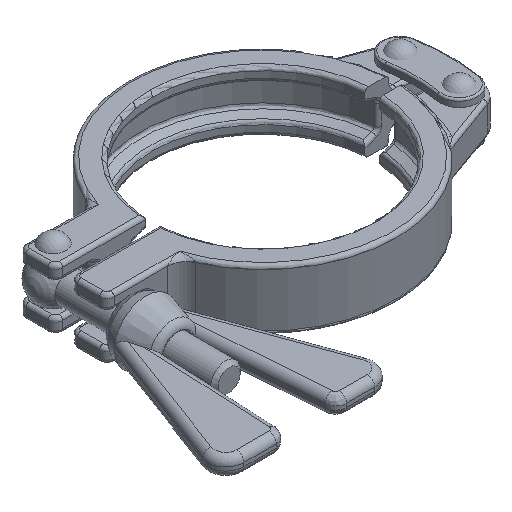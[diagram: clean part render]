
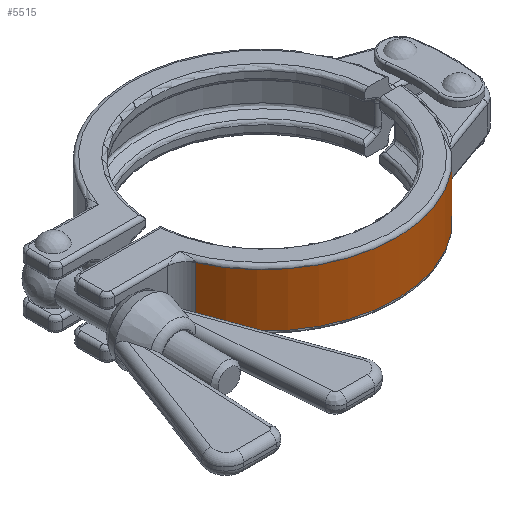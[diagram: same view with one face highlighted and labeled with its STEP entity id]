
A CAD part, isometric view. The second image highlights one B-rep face of the part: STEP entity #5515.
In plain terms, the highlighted cylindrical face has radius 36.5 mm (diameter 73 mm), a partial arc.
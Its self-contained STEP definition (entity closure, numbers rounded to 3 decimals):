
#5018=CARTESIAN_POINT('',(-33.297,14.952,-7.25));
#5019=VERTEX_POINT('',#5018);
#5037=CARTESIAN_POINT('',(-33.297,14.952,7.25));
#5038=VERTEX_POINT('',#5037);
#5046=CARTESIAN_POINT('',(-33.297,14.952,7.25));
#5047=DIRECTION('',(0.0,0.0,-1.0));
#5048=VECTOR('',#5047,14.5);
#5049=LINE('',#5046,#5048);
#5050=EDGE_CURVE('',#5038,#5019,#5049,.T.);
#5353=CARTESIAN_POINT('',(36.445,2.,-7.25));
#5354=VERTEX_POINT('',#5353);
#5355=CARTESIAN_POINT('',(0.0,0.0,-7.25));
#5356=DIRECTION('',(0.0,0.0,-1.));
#5357=DIRECTION('',(0.14,0.99,0.0));
#5358=AXIS2_PLACEMENT_3D('',#5355,#5356,#5357);
#5359=CIRCLE('',#5358,36.5);
#5360=EDGE_CURVE('',#5019,#5354,#5359,.T.);
#5399=CARTESIAN_POINT('',(0.0,0.0,0.0));
#5400=DIRECTION('',(0.0,0.0,1.0));
#5401=DIRECTION('',(0.84,0.542,0.0));
#5402=AXIS2_PLACEMENT_3D('',#5399,#5400,#5401);
#5403=CYLINDRICAL_SURFACE('',#5402,36.5);
#5404=ORIENTED_EDGE('',*,*,#5050,.F.);
#5405=CARTESIAN_POINT('',(36.445,2.,7.25));
#5406=VERTEX_POINT('',#5405);
#5407=CARTESIAN_POINT('',(0.0,0.0,7.25));
#5408=DIRECTION('',(0.0,0.0,1.0));
#5409=DIRECTION('',(0.14,0.99,0.0));
#5410=AXIS2_PLACEMENT_3D('',#5407,#5408,#5409);
#5411=CIRCLE('',#5410,36.5);
#5412=EDGE_CURVE('',#5406,#5038,#5411,.T.);
#5413=ORIENTED_EDGE('',*,*,#5412,.F.);
#5414=CARTESIAN_POINT('',(36.445,2.,6.365));
#5415=VERTEX_POINT('',#5414);
#5416=CARTESIAN_POINT('',(36.445,2.,7.25));
#5417=DIRECTION('',(0.,0.,-1.0));
#5418=VECTOR('',#5417,0.885);
#5419=LINE('',#5416,#5418);
#5420=EDGE_CURVE('',#5406,#5415,#5419,.T.);
#5421=ORIENTED_EDGE('',*,*,#5420,.T.);
#5422=CARTESIAN_POINT('',(36.389,2.844,6.5));
#5423=VERTEX_POINT('',#5422);
#5424=CARTESIAN_POINT('',(36.389,2.844,6.5));
#5425=CARTESIAN_POINT('',(36.406,2.633,6.5));
#5426=CARTESIAN_POINT('',(36.425,2.347,6.467));
#5427=CARTESIAN_POINT('',(36.441,2.071,6.388));
#5428=CARTESIAN_POINT('',(36.445,2.,6.365));
#5429=B_SPLINE_CURVE_WITH_KNOTS('',3,(#5424,#5425,#5426,#5427,#5428),.UNSPECIFIED.,.F.,.U.,(4,1,4),(1.88,1.948,1.971),.UNSPECIFIED.);
#5430=EDGE_CURVE('',#5423,#5415,#5429,.T.);
#5431=ORIENTED_EDGE('',*,*,#5430,.F.);
#5432=CARTESIAN_POINT('',(32.564,16.487,6.5));
#5433=VERTEX_POINT('',#5432);
#5434=CARTESIAN_POINT('',(0.0,0.0,6.5));
#5435=DIRECTION('',(0.0,0.0,-1.));
#5436=DIRECTION('',(0.954,0.301,0.0));
#5437=AXIS2_PLACEMENT_3D('',#5434,#5435,#5436);
#5438=CIRCLE('',#5437,36.5);
#5439=EDGE_CURVE('',#5433,#5423,#5438,.T.);
#5440=ORIENTED_EDGE('',*,*,#5439,.F.);
#5441=CARTESIAN_POINT('',(30.312,20.333,3.5));
#5442=VERTEX_POINT('',#5441);
#5443=CARTESIAN_POINT('',(30.312,20.333,3.5));
#5444=CARTESIAN_POINT('',(30.312,20.333,3.645));
#5445=CARTESIAN_POINT('',(30.331,20.305,3.936));
#5446=CARTESIAN_POINT('',(30.412,20.184,4.345));
#5447=CARTESIAN_POINT('',(30.532,20.002,4.717));
#5448=CARTESIAN_POINT('',(30.679,19.776,5.045));
#5449=CARTESIAN_POINT('',(30.847,19.513,5.338));
#5450=CARTESIAN_POINT('',(31.086,19.131,5.674));
#5451=CARTESIAN_POINT('',(31.404,18.608,6.008));
#5452=CARTESIAN_POINT('',(31.797,17.929,6.291));
#5453=CARTESIAN_POINT('',(32.186,17.22,6.461));
#5454=CARTESIAN_POINT('',(32.441,16.731,6.5));
#5455=CARTESIAN_POINT('',(32.564,16.487,6.5));
#5456=B_SPLINE_CURVE_WITH_KNOTS('',3,(#5443,#5444,#5445,#5446,#5447,#5448,#5449,#5450,#5451,#5452,#5453,#5454,#5455),.UNSPECIFIED.,.F.,.U.,(4,1,1,1,1,1,1,1,1,1,4),(0.0,0.043,0.087,0.13,0.173,0.217,0.26,0.347,0.434,0.52,0.607),.UNSPECIFIED.);
#5457=EDGE_CURVE('',#5442,#5433,#5456,.T.);
#5458=ORIENTED_EDGE('',*,*,#5457,.F.);
#5459=CARTESIAN_POINT('',(30.312,20.333,-3.5));
#5460=VERTEX_POINT('',#5459);
#5461=CARTESIAN_POINT('',(30.312,20.333,-3.5));
#5462=DIRECTION('',(0.0,0.0,1.0));
#5463=VECTOR('',#5462,7.);
#5464=LINE('',#5461,#5463);
#5465=EDGE_CURVE('',#5460,#5442,#5464,.T.);
#5466=ORIENTED_EDGE('',*,*,#5465,.F.);
#5467=CARTESIAN_POINT('',(32.564,16.487,-6.5));
#5468=VERTEX_POINT('',#5467);
#5469=CARTESIAN_POINT('',(32.564,16.487,-6.5));
#5470=CARTESIAN_POINT('',(32.441,16.731,-6.5));
#5471=CARTESIAN_POINT('',(32.06,17.463,-6.441));
#5472=CARTESIAN_POINT('',(31.598,18.28,-6.179));
#5473=CARTESIAN_POINT('',(31.213,18.922,-5.808));
#5474=CARTESIAN_POINT('',(31.027,19.225,-5.591));
#5475=CARTESIAN_POINT('',(30.877,19.465,-5.38));
#5476=CARTESIAN_POINT('',(30.778,19.62,-5.217));
#5477=CARTESIAN_POINT('',(30.73,19.695,-5.131));
#5478=CARTESIAN_POINT('',(30.704,19.737,-5.08));
#5479=CARTESIAN_POINT('',(30.585,19.921,-4.851));
#5480=CARTESIAN_POINT('',(30.439,20.143,-4.483));
#5481=CARTESIAN_POINT('',(30.331,20.304,-3.937));
#5482=CARTESIAN_POINT('',(30.312,20.333,-3.645));
#5483=CARTESIAN_POINT('',(30.312,20.333,-3.5));
#5484=B_SPLINE_CURVE_WITH_KNOTS('',3,(#5469,#5470,#5471,#5472,#5473,#5474,#5475,#5476,#5477,#5478,#5479,#5480,#5481,#5482,#5483),.UNSPECIFIED.,.F.,.U.,(4,1,1,1,1,1,1,1,1,1,1,1,4),(0.0,0.087,0.26,0.304,0.347,0.39,0.412,0.423,0.428,0.434,0.52,0.564,0.607),.UNSPECIFIED.);
#5485=EDGE_CURVE('',#5468,#5460,#5484,.T.);
#5486=ORIENTED_EDGE('',*,*,#5485,.F.);
#5487=CARTESIAN_POINT('',(36.389,2.844,-6.5));
#5488=VERTEX_POINT('',#5487);
#5489=CARTESIAN_POINT('',(0.0,0.0,-6.5));
#5490=DIRECTION('',(0.0,0.0,1.));
#5491=DIRECTION('',(0.954,0.301,0.0));
#5492=AXIS2_PLACEMENT_3D('',#5489,#5490,#5491);
#5493=CIRCLE('',#5492,36.5);
#5494=EDGE_CURVE('',#5488,#5468,#5493,.T.);
#5495=ORIENTED_EDGE('',*,*,#5494,.F.);
#5496=CARTESIAN_POINT('',(36.445,2.,-6.365));
#5497=VERTEX_POINT('',#5496);
#5498=CARTESIAN_POINT('',(36.445,2.,-6.365));
#5499=CARTESIAN_POINT('',(36.441,2.071,-6.388));
#5500=CARTESIAN_POINT('',(36.425,2.347,-6.466));
#5501=CARTESIAN_POINT('',(36.406,2.633,-6.5));
#5502=CARTESIAN_POINT('',(36.389,2.844,-6.5));
#5503=B_SPLINE_CURVE_WITH_KNOTS('',3,(#5498,#5499,#5500,#5501,#5502),.UNSPECIFIED.,.F.,.U.,(4,1,4),(-0.091,-0.067,0.),.UNSPECIFIED.);
#5504=EDGE_CURVE('',#5497,#5488,#5503,.T.);
#5505=ORIENTED_EDGE('',*,*,#5504,.F.);
#5506=CARTESIAN_POINT('',(36.445,2.,-6.365));
#5507=DIRECTION('',(0.,0.,-1.0));
#5508=VECTOR('',#5507,0.885);
#5509=LINE('',#5506,#5508);
#5510=EDGE_CURVE('',#5497,#5354,#5509,.T.);
#5511=ORIENTED_EDGE('',*,*,#5510,.T.);
#5512=ORIENTED_EDGE('',*,*,#5360,.F.);
#5513=EDGE_LOOP('',(#5404,#5413,#5421,#5431,#5440,#5458,#5466,#5486,#5495,#5505,#5511,#5512));
#5514=FACE_OUTER_BOUND('',#5513,.T.);
#5515=ADVANCED_FACE('',(#5514),#5403,.T.);
